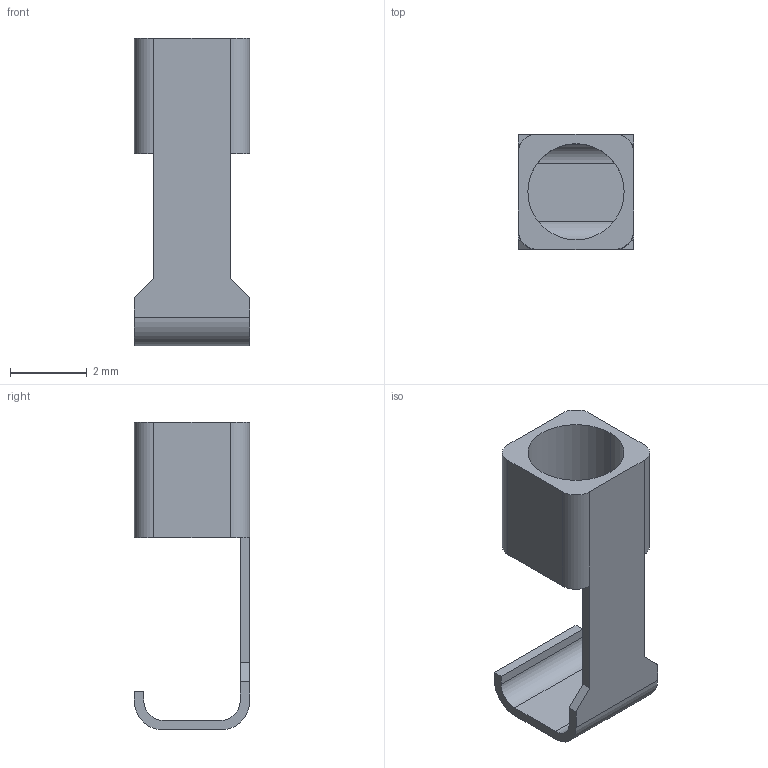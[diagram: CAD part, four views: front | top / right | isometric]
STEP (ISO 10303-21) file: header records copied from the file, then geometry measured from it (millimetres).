
FILE_DESCRIPTION (( 'STEP AP214' ), '1' );
FILE_NAME ('AVX-70-9296-001-003-006.STEP', '2018-12-16T05:01:57', ( '' ), ( '' ), 'SwSTEP 2.0', 'SolidWorks 2018', '' );
FILE_SCHEMA (( 'AUTOMOTIVE_DESIGN' ));
Length unit declared in the file: millimetre
Products named in the file (2): AVX-70-9296-001-003-006; AVX-70-9296-001-003-006_70-9296-001-003-006
Assembly tree (1 placements, depth 2):
  AVX-70-9296-001-003-006
    AVX-70-9296-001-003-006_70-9296-001-003-006
Bounding box: 3 x 3 x 8 mm (x, y, z)
Volume: 16.7 mm3; surface area: 111.2 mm2
Topology: 1 solids, 1 shells, 62 faces, 168 edges, 111 vertices
Faces by surface type: plane 52, cylinder 10
Entity records: 1992 total; most frequent: CARTESIAN_POINT 352, ORIENTED_EDGE 336, DIRECTION 314, EDGE_CURVE 168, VECTOR 140, LINE 140, VERTEX_POINT 111, AXIS2_PLACEMENT_3D 87
